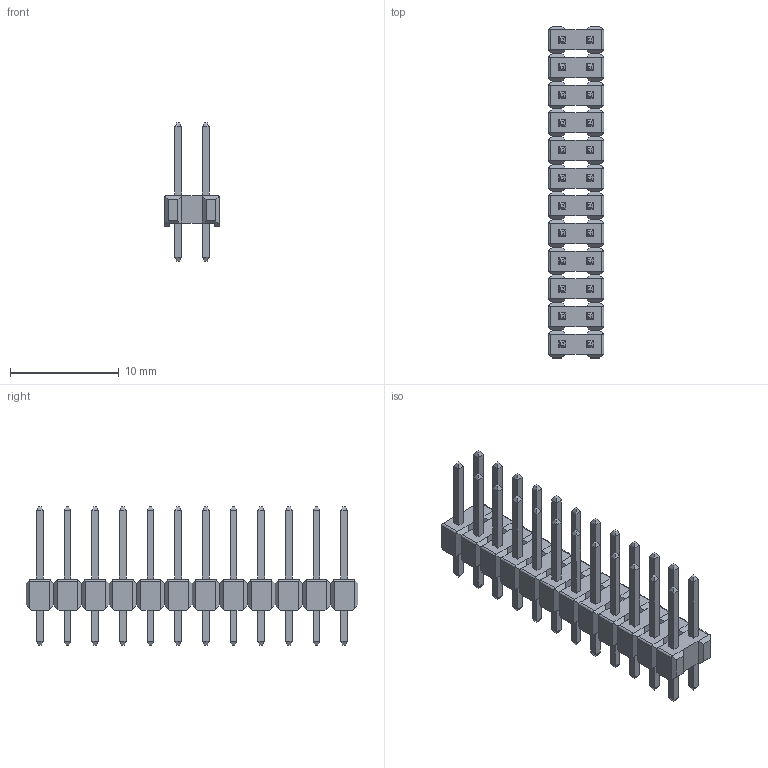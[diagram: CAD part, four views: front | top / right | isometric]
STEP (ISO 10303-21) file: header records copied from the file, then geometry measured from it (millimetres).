
FILE_DESCRIPTION(('FreeCAD Model'),'2;1');
FILE_NAME( 'Pin_Header_Straight_2x12.STEP', '2016-03-20T01:58:53',('Author'),(''), 'Open CASCADE STEP processor 6.8','FreeCAD','Unknown');
FILE_SCHEMA(('AUTOMOTIVE_DESIGN_CC2 { 1 2 10303 214 -1 1 5 4 }'));
Length unit declared in the file: millimetre
Products named in the file (37): Document; Document001; Document002; Document003; Document004; Document005; Document006; Document007; Document008; Document009; Document010; Document011; Document012; Document013; Document014; Document015; Document016; Document017; Document018; Document019; Document020; Document021; Document022; Document023; Document024; Document025; Document026; Document027; Document028; Document029; Document030; Document031; Document032; Document033; Document034; Document035; Document036
Bounding box: 5.08 x 30.48 x 12.7 mm (x, y, z)
Volume: 429.4 mm3; surface area: 1616.6 mm2
Topology: 36 solids, 36 shells, 816 faces, 1999 edges, 1257 vertices
Faces by surface type: plane 744, bspline 72
Entity records: 46701 total; most frequent: CARTESIAN_POINT 17078, B_SPLINE_CURVE_WITH_KNOTS 5983, ORIENTED_EDGE 3984, PCURVE 3984, DEFINITIONAL_REPRESENTATION 3984, EDGE_CURVE 1992, SURFACE_CURVE 1992, DIRECTION 1490
